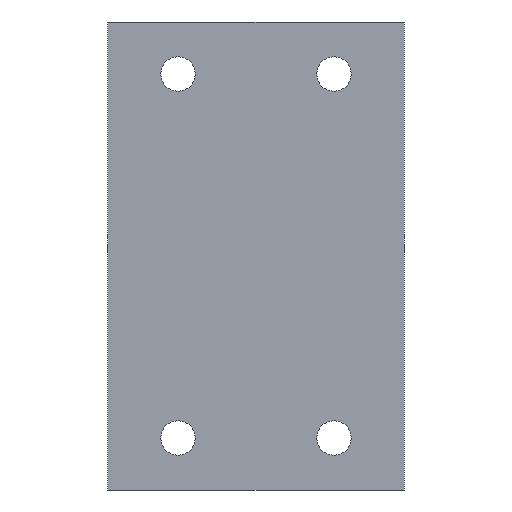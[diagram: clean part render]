
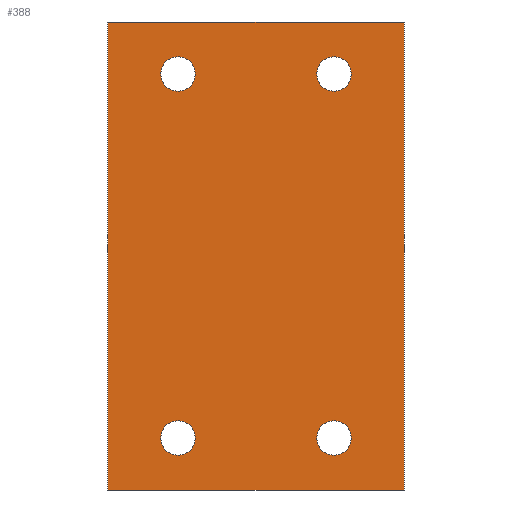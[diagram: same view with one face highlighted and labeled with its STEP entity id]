
A CAD part, front view. The second image highlights one B-rep face of the part: STEP entity #388.
In plain terms, the highlighted planar face has unit normal (0, -1, 0).
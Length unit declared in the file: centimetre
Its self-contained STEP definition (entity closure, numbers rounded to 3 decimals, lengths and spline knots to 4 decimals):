
#1 = VERTEX_POINT ( 'NONE', #25 ) ;
#12 = VERTEX_POINT ( 'NONE', #469 ) ;
#17 = DIRECTION ( 'NONE',  ( 0., 0., -1. ) ) ;
#18 = VERTEX_POINT ( 'NONE', #220 ) ;
#19 = EDGE_CURVE ( 'NONE', #255, #1, #304, .T. ) ;
#25 = CARTESIAN_POINT ( 'NONE',  ( 1., 0.5, -0.67 ) ) ;
#30 = CIRCLE ( 'NONE', #54, 0.33 ) ;
#35 = FACE_BOUND ( 'NONE', #335, .T. ) ;
#40 = CARTESIAN_POINT ( 'NONE',  ( 0., 0.5, 0. ) ) ;
#43 = AXIS2_PLACEMENT_3D ( 'NONE', #404, #201, #401 ) ;
#44 = CARTESIAN_POINT ( 'NONE',  ( 1., 0.5, -1.33 ) ) ;
#52 = ORIENTED_EDGE ( 'NONE', *, *, #71, .F. ) ;
#54 = AXIS2_PLACEMENT_3D ( 'NONE', #480, #151, #308 ) ;
#56 = ORIENTED_EDGE ( 'NONE', *, *, #75, .T. ) ;
#66 = LINE ( 'NONE', #393, #187 ) ;
#68 = CARTESIAN_POINT ( 'NONE',  ( 4., 0.5, -8. ) ) ;
#70 = EDGE_LOOP ( 'NONE', ( #499, #504, #56, #273 ) ) ;
#71 = EDGE_CURVE ( 'NONE', #313, #133, #214, .T. ) ;
#73 = CARTESIAN_POINT ( 'NONE',  ( -0.35, 0.5, 0. ) ) ;
#75 = EDGE_CURVE ( 'NONE', #166, #18, #432, .T. ) ;
#78 = CARTESIAN_POINT ( 'NONE',  ( -0.35, 0.5, -9. ) ) ;
#84 = EDGE_CURVE ( 'NONE', #487, #152, #224, .T. ) ;
#88 = EDGE_CURVE ( 'NONE', #18, #487, #66, .T. ) ;
#89 = ORIENTED_EDGE ( 'NONE', *, *, #116, .F. ) ;
#94 = DIRECTION ( 'NONE',  ( 0., -1., 0. ) ) ;
#104 = CARTESIAN_POINT ( 'NONE',  ( 4., 0.5, -1.33 ) ) ;
#110 = VERTEX_POINT ( 'NONE', #467 ) ;
#114 = CARTESIAN_POINT ( 'NONE',  ( 1., 0.5, -1. ) ) ;
#116 = EDGE_CURVE ( 'NONE', #131, #110, #515, .T. ) ;
#120 = FACE_OUTER_BOUND ( 'NONE', #70, .T. ) ;
#131 = VERTEX_POINT ( 'NONE', #104 ) ;
#133 = VERTEX_POINT ( 'NONE', #339 ) ;
#136 = CARTESIAN_POINT ( 'NONE',  ( 1., 0.5, -1. ) ) ;
#139 = EDGE_CURVE ( 'NONE', #133, #313, #277, .T. ) ;
#149 = VECTOR ( 'NONE', #439, 100. ) ;
#151 = DIRECTION ( 'NONE',  ( 0., -1., 0. ) ) ;
#152 = VERTEX_POINT ( 'NONE', #227 ) ;
#154 = FACE_BOUND ( 'NONE', #252, .T. ) ;
#157 = LINE ( 'NONE', #73, #346 ) ;
#162 = FACE_BOUND ( 'NONE', #400, .T. ) ;
#166 = VERTEX_POINT ( 'NONE', #78 ) ;
#177 = DIRECTION ( 'NONE',  ( 0., 0., 1. ) ) ;
#178 = VECTOR ( 'NONE', #342, 100. ) ;
#180 = DIRECTION ( 'NONE',  ( 0., 0., -1. ) ) ;
#184 = CARTESIAN_POINT ( 'NONE',  ( -0.35, 0.5, -9. ) ) ;
#187 = VECTOR ( 'NONE', #177, 100. ) ;
#193 = CIRCLE ( 'NONE', #354, 0.33 ) ;
#195 = DIRECTION ( 'NONE',  ( 0., -1., 0. ) ) ;
#198 = PLANE ( 'NONE',  #236 ) ;
#201 = DIRECTION ( 'NONE',  ( 0., -1., 0. ) ) ;
#214 = CIRCLE ( 'NONE', #383, 0.33 ) ;
#220 = CARTESIAN_POINT ( 'NONE',  ( 5.35, 0.5, -9. ) ) ;
#222 = DIRECTION ( 'NONE',  ( 0., 0., -1. ) ) ;
#224 = LINE ( 'NONE', #269, #149 ) ;
#227 = CARTESIAN_POINT ( 'NONE',  ( -0.35, 0.5, 0. ) ) ;
#232 = DIRECTION ( 'NONE',  ( 0., 0., -1. ) ) ;
#236 = AXIS2_PLACEMENT_3D ( 'NONE', #40, #527, #316 ) ;
#239 = DIRECTION ( 'NONE',  ( 0., 0., -1. ) ) ;
#249 = DIRECTION ( 'NONE',  ( 0., -1., 0. ) ) ;
#252 = EDGE_LOOP ( 'NONE', ( #361, #52 ) ) ;
#255 = VERTEX_POINT ( 'NONE', #44 ) ;
#261 = CARTESIAN_POINT ( 'NONE',  ( 4., 0.5, -1. ) ) ;
#268 = DIRECTION ( 'NONE',  ( 0., -1., 0. ) ) ;
#269 = CARTESIAN_POINT ( 'NONE',  ( 5.35, 0.5, 0. ) ) ;
#271 = AXIS2_PLACEMENT_3D ( 'NONE', #261, #300, #17 ) ;
#273 = ORIENTED_EDGE ( 'NONE', *, *, #88, .T. ) ;
#277 = CIRCLE ( 'NONE', #457, 0.33 ) ;
#279 = FACE_BOUND ( 'NONE', #370, .T. ) ;
#300 = DIRECTION ( 'NONE',  ( 0., -1., 0. ) ) ;
#304 = CIRCLE ( 'NONE', #479, 0.33 ) ;
#305 = EDGE_CURVE ( 'NONE', #521, #12, #193, .T. ) ;
#308 = DIRECTION ( 'NONE',  ( 0., 0., -1. ) ) ;
#309 = ORIENTED_EDGE ( 'NONE', *, *, #305, .F. ) ;
#312 = CARTESIAN_POINT ( 'NONE',  ( 4., 0.5, -8.33 ) ) ;
#313 = VERTEX_POINT ( 'NONE', #312 ) ;
#315 = EDGE_CURVE ( 'NONE', #12, #521, #30, .T. ) ;
#316 = DIRECTION ( 'NONE',  ( 0., 0., -1. ) ) ;
#325 = CARTESIAN_POINT ( 'NONE',  ( 5.35, 0.5, 0. ) ) ;
#335 = EDGE_LOOP ( 'NONE', ( #390, #89 ) ) ;
#336 = CARTESIAN_POINT ( 'NONE',  ( 1., 0.5, -7.67 ) ) ;
#339 = CARTESIAN_POINT ( 'NONE',  ( 4., 0.5, -7.67 ) ) ;
#340 = EDGE_CURVE ( 'NONE', #152, #166, #157, .T. ) ;
#342 = DIRECTION ( 'NONE',  ( 1., 0., 0. ) ) ;
#346 = VECTOR ( 'NONE', #232, 100. ) ;
#350 = EDGE_CURVE ( 'NONE', #110, #131, #489, .T. ) ;
#354 = AXIS2_PLACEMENT_3D ( 'NONE', #372, #249, #239 ) ;
#361 = ORIENTED_EDGE ( 'NONE', *, *, #139, .F. ) ;
#370 = EDGE_LOOP ( 'NONE', ( #309, #531 ) ) ;
#372 = CARTESIAN_POINT ( 'NONE',  ( 1., 0.5, -8. ) ) ;
#374 = AXIS2_PLACEMENT_3D ( 'NONE', #114, #195, #455 ) ;
#382 = DIRECTION ( 'NONE',  ( 0., 0., -1. ) ) ;
#383 = AXIS2_PLACEMENT_3D ( 'NONE', #68, #477, #382 ) ;
#387 = CARTESIAN_POINT ( 'NONE',  ( 4., 0.5, -8. ) ) ;
#388 = ADVANCED_FACE ( 'NONE', ( #162, #154, #120, #35, #279 ), #198, .T. ) ;
#390 = ORIENTED_EDGE ( 'NONE', *, *, #350, .F. ) ;
#393 = CARTESIAN_POINT ( 'NONE',  ( 5.35, 0.5, -9. ) ) ;
#400 = EDGE_LOOP ( 'NONE', ( #456, #417 ) ) ;
#401 = DIRECTION ( 'NONE',  ( 0., 0., -1. ) ) ;
#404 = CARTESIAN_POINT ( 'NONE',  ( 4., 0.5, -1. ) ) ;
#415 = EDGE_CURVE ( 'NONE', #1, #255, #441, .T. ) ;
#417 = ORIENTED_EDGE ( 'NONE', *, *, #19, .F. ) ;
#432 = LINE ( 'NONE', #184, #178 ) ;
#439 = DIRECTION ( 'NONE',  ( -1., 0., 0. ) ) ;
#441 = CIRCLE ( 'NONE', #374, 0.33 ) ;
#455 = DIRECTION ( 'NONE',  ( 0., 0., -1. ) ) ;
#456 = ORIENTED_EDGE ( 'NONE', *, *, #415, .F. ) ;
#457 = AXIS2_PLACEMENT_3D ( 'NONE', #387, #268, #222 ) ;
#467 = CARTESIAN_POINT ( 'NONE',  ( 4., 0.5, -0.67 ) ) ;
#469 = CARTESIAN_POINT ( 'NONE',  ( 1., 0.5, -8.33 ) ) ;
#477 = DIRECTION ( 'NONE',  ( 0., -1., 0. ) ) ;
#479 = AXIS2_PLACEMENT_3D ( 'NONE', #136, #94, #180 ) ;
#480 = CARTESIAN_POINT ( 'NONE',  ( 1., 0.5, -8. ) ) ;
#487 = VERTEX_POINT ( 'NONE', #325 ) ;
#489 = CIRCLE ( 'NONE', #43, 0.33 ) ;
#499 = ORIENTED_EDGE ( 'NONE', *, *, #84, .T. ) ;
#504 = ORIENTED_EDGE ( 'NONE', *, *, #340, .T. ) ;
#515 = CIRCLE ( 'NONE', #271, 0.33 ) ;
#521 = VERTEX_POINT ( 'NONE', #336 ) ;
#527 = DIRECTION ( 'NONE',  ( 0., -1., 0. ) ) ;
#531 = ORIENTED_EDGE ( 'NONE', *, *, #315, .F. ) ;
